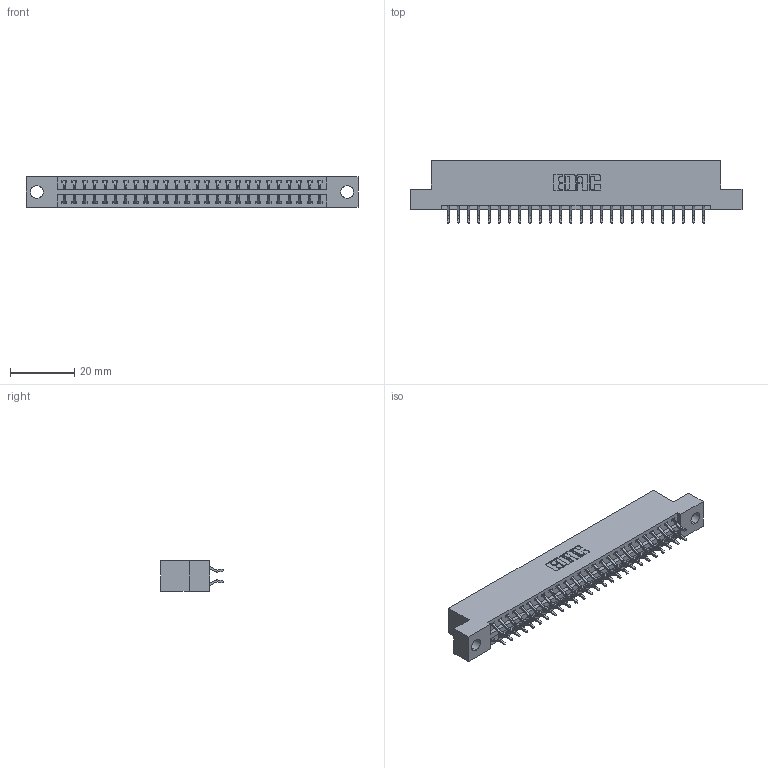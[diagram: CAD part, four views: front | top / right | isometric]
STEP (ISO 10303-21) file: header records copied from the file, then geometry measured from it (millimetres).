
FILE_DESCRIPTION (( 'STEP AP203' ), '1' );
FILE_NAME ('396-052-556-204.STEP', '2018-09-08T06:45:08', ( '' ), ( '' ), 'SwSTEP 2.0', 'SolidWorks 2016', '' );
FILE_SCHEMA (( 'CONFIG_CONTROL_DESIGN' ));
Length unit declared in the file: inch
Products named in the file (3): 346 Part_Flush Mounting Lugs - 0.156 Dia-TH; 345-292-001_556 Tail; 396-052-556-204
Assembly tree (53 placements, depth 2):
  396-052-556-204
    346 Part_Flush Mounting Lugs - 0.156 Dia-TH
    345-292-001_556 Tail  x52
Bounding box: 103.12 x 19.57 x 9.4 mm (x, y, z)
Volume: 9841.7 mm3; surface area: 13041.6 mm2
Topology: 53 solids, 53 shells, 3138 faces, 9325 edges, 6146 vertices
Faces by surface type: plane 2104, cylinder 1034
Entity records: 19345 total; most frequent: CARTESIAN_POINT 3224, ORIENTED_EDGE 3146, DIRECTION 2881, EDGE_CURVE 1573, LINE 1329, VECTOR 1329, VERTEX_POINT 1046, AXIS2_PLACEMENT_3D 776
